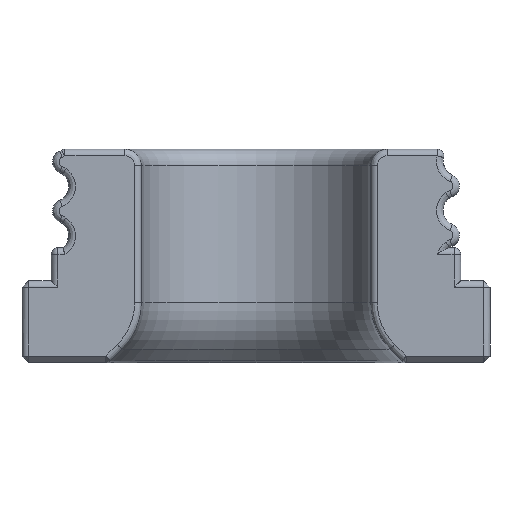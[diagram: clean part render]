
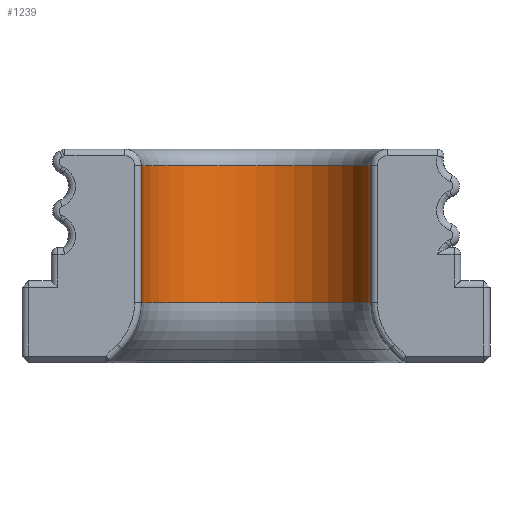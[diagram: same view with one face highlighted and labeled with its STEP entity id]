
A CAD part, front view. The second image highlights one B-rep face of the part: STEP entity #1239.
In plain terms, the highlighted cylindrical face has radius 7 mm (diameter 14 mm), a partial arc.
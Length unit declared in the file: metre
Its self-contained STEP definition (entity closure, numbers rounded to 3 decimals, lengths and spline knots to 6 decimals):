
#39=CYLINDRICAL_SURFACE('',#1353,0.007);
#73=CIRCLE('',#1354,0.007);
#74=CIRCLE('',#1355,0.007);
#144=LINE('',#3675,#210);
#145=LINE('',#3679,#211);
#210=VECTOR('',#1541,1.);
#211=VECTOR('',#1544,1.);
#421=ORIENTED_EDGE('',*,*,#791,.T.);
#422=ORIENTED_EDGE('',*,*,#792,.T.);
#423=ORIENTED_EDGE('',*,*,#793,.T.);
#424=ORIENTED_EDGE('',*,*,#794,.T.);
#791=EDGE_CURVE('',#968,#969,#73,.F.);
#792=EDGE_CURVE('',#969,#970,#144,.T.);
#793=EDGE_CURVE('',#970,#971,#74,.T.);
#794=EDGE_CURVE('',#971,#968,#145,.F.);
#968=VERTEX_POINT('',#3673);
#969=VERTEX_POINT('',#3674);
#970=VERTEX_POINT('',#3676);
#971=VERTEX_POINT('',#3678);
#1036=EDGE_LOOP('',(#421,#422,#423,#424));
#1123=FACE_BOUND('',#1036,.T.);
#1239=ADVANCED_FACE('',(#1123),#39,.F.);
#1353=AXIS2_PLACEMENT_3D('',#3671,#1537,#1538);
#1354=AXIS2_PLACEMENT_3D('',#3672,#1539,#1540);
#1355=AXIS2_PLACEMENT_3D('',#3677,#1542,#1543);
#1537=DIRECTION('',(0.,0.,1.));
#1538=DIRECTION('',(0.866,-0.5,0.));
#1539=DIRECTION('',(0.,0.,1.));
#1540=DIRECTION('',(0.866,-0.5,0.));
#1541=DIRECTION('',(0.,0.,1.));
#1542=DIRECTION('',(0.,0.,1.));
#1543=DIRECTION('',(0.866,-0.5,0.));
#1544=DIRECTION('',(0.,0.,1.));
#3671=CARTESIAN_POINT('',(0.,0.,0.));
#3672=CARTESIAN_POINT('',(0.,0.,0.003657));
#3673=CARTESIAN_POINT('',(-0.00699,0.000378,0.003657));
#3674=CARTESIAN_POINT('',(0.00699,0.000378,0.003657));
#3675=CARTESIAN_POINT('',(0.00699,0.000378,0.));
#3676=CARTESIAN_POINT('',(0.00699,0.000378,0.012));
#3677=CARTESIAN_POINT('',(0.,0.,0.012));
#3678=CARTESIAN_POINT('',(-0.00699,0.000378,0.012));
#3679=CARTESIAN_POINT('',(-0.00699,0.000378,0.));
